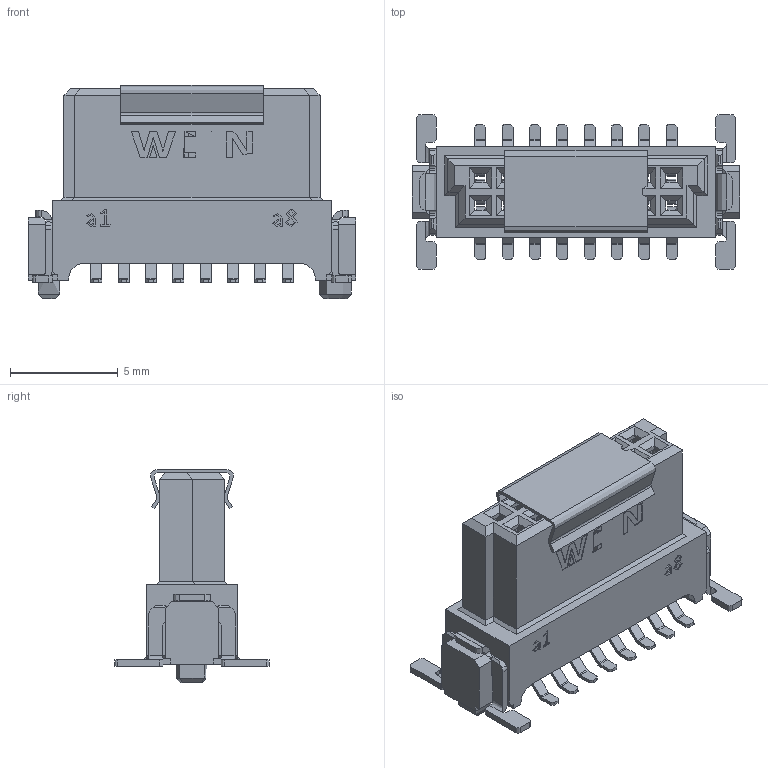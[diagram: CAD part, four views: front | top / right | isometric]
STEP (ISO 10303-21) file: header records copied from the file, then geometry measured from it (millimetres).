
FILE_DESCRIPTION( ('This file contains a STEP AP42 implementation' ,'as created by ZW3D STEP Interface translator.') ,'2;1' );
FILE_NAME( '3910-S016-090MSXWR1W.stp1.stp' ,'23 5 5.152852', (''), ('ZWCAD Software Co.'), 'Version 1.0', 'ZW3D to STEP translator', '' );
FILE_SCHEMA(('AUTOMOTIVE_DESIGN { 1 0 10303 214 1 1 1 1 }'));
Length unit declared in the file: millimetre
Products named in the file (2): 0; 3910-S016-090MSXWR1W
Bounding box: 15.24 x 7.2 x 9.9 mm (x, y, z)
Topology: 0 solids, 3 shells, 3079 faces, 8675 edges, 5558 vertices
Faces by surface type: plane 1984, cylinder 889, bspline 199, cone 7
Entity records: 106189 total; most frequent: CARTESIAN_POINT 26429, ORIENTED_EDGE 17410, DIRECTION 14112, EDGE_CURVE 8661, VECTOR 6164, LINE 6164, VERTEX_POINT 5559, AXIS2_PLACEMENT_3D 3974
